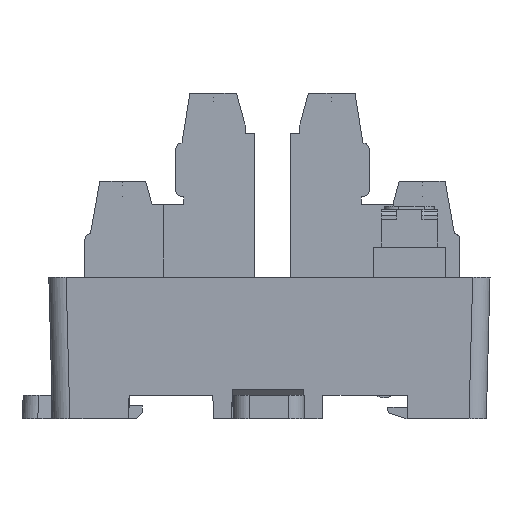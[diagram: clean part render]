
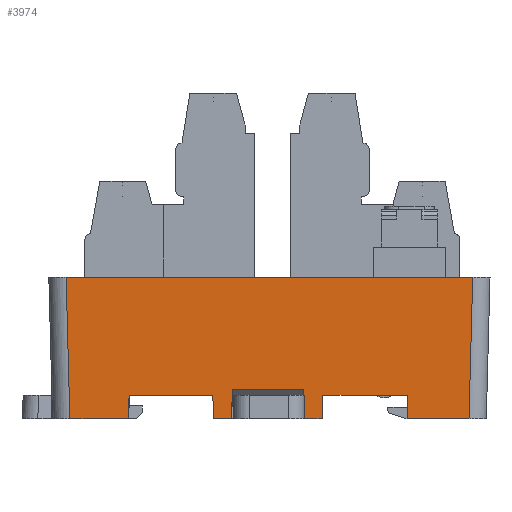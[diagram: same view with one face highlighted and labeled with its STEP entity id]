
A CAD part, left-side view. The second image highlights one B-rep face of the part: STEP entity #3974.
In plain terms, the highlighted planar face has unit normal (-1, 0, -0.026).
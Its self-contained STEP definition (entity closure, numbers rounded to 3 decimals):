
#2306=FACE_OUTER_BOUND('',#8431,.T.);
#3974=ADVANCED_FACE('',(#2306),#5859,.T.);
#5859=PLANE('',#35615);
#8431=EDGE_LOOP('',(#11099,#11100,#11101,#11102,#11103,#11104,#11105,#11106,
#11107,#11108,#11109,#11110,#11111,#11112,#11113,#11114));
#11099=ORIENTED_EDGE('',*,*,#23824,.F.);
#11100=ORIENTED_EDGE('',*,*,#23825,.T.);
#11101=ORIENTED_EDGE('',*,*,#23826,.T.);
#11102=ORIENTED_EDGE('',*,*,#23703,.T.);
#11103=ORIENTED_EDGE('',*,*,#23827,.T.);
#11104=ORIENTED_EDGE('',*,*,#23828,.T.);
#11105=ORIENTED_EDGE('',*,*,#23829,.T.);
#11106=ORIENTED_EDGE('',*,*,#23830,.F.);
#11107=ORIENTED_EDGE('',*,*,#23831,.T.);
#11108=ORIENTED_EDGE('',*,*,#23832,.T.);
#11109=ORIENTED_EDGE('',*,*,#23833,.F.);
#11110=ORIENTED_EDGE('',*,*,#23713,.T.);
#11111=ORIENTED_EDGE('',*,*,#23834,.F.);
#11112=ORIENTED_EDGE('',*,*,#23835,.T.);
#11113=ORIENTED_EDGE('',*,*,#23836,.F.);
#11114=ORIENTED_EDGE('',*,*,#23837,.T.);
#20423=VERTEX_POINT('',#47203);
#20424=VERTEX_POINT('',#47205);
#20433=VERTEX_POINT('',#47223);
#20434=VERTEX_POINT('',#47225);
#20524=VERTEX_POINT('',#47446);
#20525=VERTEX_POINT('',#47447);
#20526=VERTEX_POINT('',#47449);
#20527=VERTEX_POINT('',#47452);
#20528=VERTEX_POINT('',#47454);
#20529=VERTEX_POINT('',#47456);
#20530=VERTEX_POINT('',#47458);
#20531=VERTEX_POINT('',#47460);
#20532=VERTEX_POINT('',#47462);
#20533=VERTEX_POINT('',#47465);
#20534=VERTEX_POINT('',#47467);
#20535=VERTEX_POINT('',#47469);
#23703=EDGE_CURVE('',#20424,#20423,#28456,.T.);
#23713=EDGE_CURVE('',#20434,#20433,#28464,.T.);
#23824=EDGE_CURVE('',#20524,#20525,#28572,.T.);
#23825=EDGE_CURVE('',#20524,#20526,#28573,.T.);
#23826=EDGE_CURVE('',#20526,#20424,#28574,.T.);
#23827=EDGE_CURVE('',#20423,#20527,#28575,.T.);
#23828=EDGE_CURVE('',#20527,#20528,#28576,.T.);
#23829=EDGE_CURVE('',#20528,#20529,#28577,.T.);
#23830=EDGE_CURVE('',#20530,#20529,#28578,.T.);
#23831=EDGE_CURVE('',#20530,#20531,#28579,.T.);
#23832=EDGE_CURVE('',#20531,#20532,#28580,.T.);
#23833=EDGE_CURVE('',#20434,#20532,#28581,.T.);
#23834=EDGE_CURVE('',#20533,#20433,#28582,.T.);
#23835=EDGE_CURVE('',#20533,#20534,#28583,.T.);
#23836=EDGE_CURVE('',#20535,#20534,#28584,.T.);
#23837=EDGE_CURVE('',#20535,#20525,#28585,.T.);
#28456=LINE('',#47204,#32105);
#28464=LINE('',#47224,#32113);
#28572=LINE('',#47445,#32221);
#28573=LINE('',#47448,#32222);
#28574=LINE('',#47450,#32223);
#28575=LINE('',#47451,#32224);
#28576=LINE('',#47453,#32225);
#28577=LINE('',#47455,#32226);
#28578=LINE('',#47457,#32227);
#28579=LINE('',#47459,#32228);
#28580=LINE('',#47461,#32229);
#28581=LINE('',#47463,#32230);
#28582=LINE('',#47464,#32231);
#28583=LINE('',#47466,#32232);
#28584=LINE('',#47468,#32233);
#28585=LINE('',#47470,#32234);
#32105=VECTOR('',#38299,1.);
#32113=VECTOR('',#38311,1.);
#32221=VECTOR('',#38465,1.);
#32222=VECTOR('',#38466,1.);
#32223=VECTOR('',#38467,1.);
#32224=VECTOR('',#38468,1.);
#32225=VECTOR('',#38469,1.);
#32226=VECTOR('',#38470,1.);
#32227=VECTOR('',#38471,1.);
#32228=VECTOR('',#38472,1.);
#32229=VECTOR('',#38473,1.);
#32230=VECTOR('',#38474,1.);
#32231=VECTOR('',#38475,1.);
#32232=VECTOR('',#38476,1.);
#32233=VECTOR('',#38477,1.);
#32234=VECTOR('',#38478,1.);
#35615=AXIS2_PLACEMENT_3D('',#47471,#38479,#38480);
#38299=DIRECTION('',(0.,-1.,0.));
#38311=DIRECTION('',(0.,-1.,0.));
#38465=DIRECTION('',(-0.026,0.009,1.));
#38466=DIRECTION('',(0.,-1.,0.));
#38467=DIRECTION('',(-0.026,-0.035,0.999));
#38468=DIRECTION('',(0.026,-0.017,-1.));
#38469=DIRECTION('',(0.,-1.,0.));
#38470=DIRECTION('',(-0.026,-0.026,0.999));
#38471=DIRECTION('',(0.,-1.,0.));
#38472=DIRECTION('',(0.026,-0.026,-0.999));
#38473=DIRECTION('',(0.,-1.,0.));
#38474=DIRECTION('',(0.026,0.017,-1.));
#38475=DIRECTION('',(-0.026,0.035,0.999));
#38476=DIRECTION('',(0.,-1.,0.));
#38477=DIRECTION('',(0.026,0.009,-1.));
#38478=DIRECTION('',(0.,-1.,0.));
#38479=DIRECTION('',(-1.,0.,-0.026));
#38480=DIRECTION('',(-0.026,0.,1.));
#47203=CARTESIAN_POINT('',(-54.057,10.5,-15.));
#47204=CARTESIAN_POINT('',(-54.057,28.25,-15.));
#47205=CARTESIAN_POINT('',(-54.057,21.25,-15.));
#47223=CARTESIAN_POINT('',(-54.057,35.25,-15.));
#47224=CARTESIAN_POINT('',(-54.057,28.25,-15.));
#47225=CARTESIAN_POINT('',(-54.057,45.9,-15.));
#47445=CARTESIAN_POINT('',(-54.451,23.831,0.032));
#47446=CARTESIAN_POINT('',(-53.979,23.674,-18.));
#47447=CARTESIAN_POINT('',(-54.076,23.706,-14.274));
#47448=CARTESIAN_POINT('',(-53.979,28.25,-18.));
#47449=CARTESIAN_POINT('',(-53.979,21.355,-18.));
#47450=CARTESIAN_POINT('',(-54.444,20.735,-0.247));
#47451=CARTESIAN_POINT('',(-54.458,10.767,0.294));
#47452=CARTESIAN_POINT('',(-53.979,10.448,-18.));
#47453=CARTESIAN_POINT('',(-53.979,27.75,-18.));
#47454=CARTESIAN_POINT('',(-53.979,2.671,-18.));
#47455=CARTESIAN_POINT('',(-54.433,2.217,-0.66));
#47456=CARTESIAN_POINT('',(-54.45,2.199,0.));
#47457=CARTESIAN_POINT('',(-54.45,27.75,0.));
#47458=CARTESIAN_POINT('',(-54.45,53.901,0.));
#47459=CARTESIAN_POINT('',(-54.433,53.884,-0.66));
#47460=CARTESIAN_POINT('',(-53.979,53.429,-18.));
#47461=CARTESIAN_POINT('',(-53.979,28.25,-18.));
#47462=CARTESIAN_POINT('',(-53.979,45.952,-18.));
#47463=CARTESIAN_POINT('',(-54.026,45.921,-16.204));
#47464=CARTESIAN_POINT('',(-54.026,35.208,-16.202));
#47465=CARTESIAN_POINT('',(-53.979,35.145,-18.));
#47466=CARTESIAN_POINT('',(-53.979,28.25,-18.));
#47467=CARTESIAN_POINT('',(-53.979,32.826,-18.));
#47468=CARTESIAN_POINT('',(-54.451,32.669,0.04));
#47469=CARTESIAN_POINT('',(-54.076,32.794,-14.274));
#47470=CARTESIAN_POINT('',(-54.076,-181.195,-14.274));
#47471=CARTESIAN_POINT('',(-54.45,27.75,-0.003));
